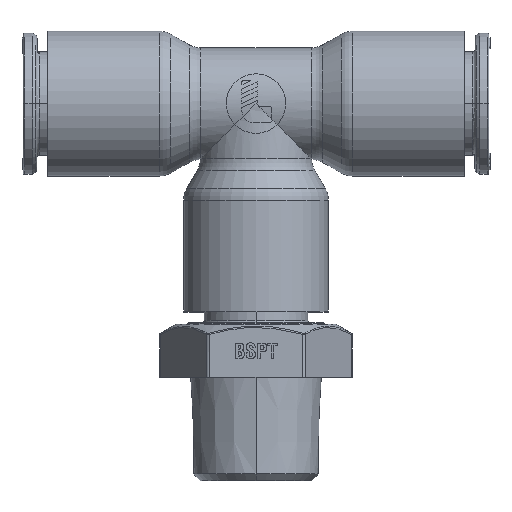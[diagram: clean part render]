
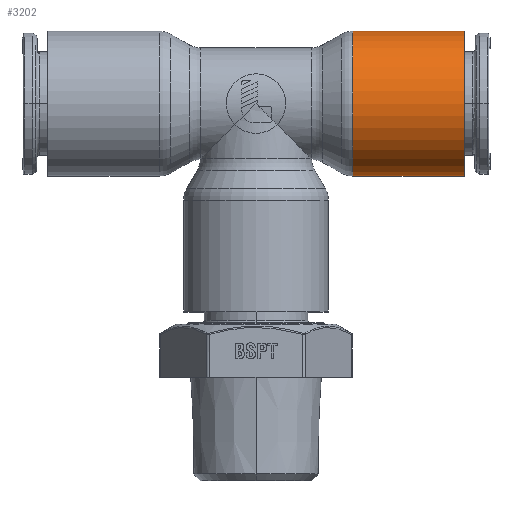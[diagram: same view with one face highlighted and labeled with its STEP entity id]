
A CAD part, top view. The second image highlights one B-rep face of the part: STEP entity #3202.
In plain terms, the highlighted cylindrical face has radius 9.49 mm (diameter 18.98 mm), a partial arc.
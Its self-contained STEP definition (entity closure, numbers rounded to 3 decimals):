
#3202=ADVANCED_FACE('',(#7827),#7828,.T.);
#7827=FACE_OUTER_BOUND('',#17394,.T.);
#7828=CYLINDRICAL_SURFACE('',#17395,9.49);
#17394=EDGE_LOOP('',(#34294,#34295,#34296,#34297));
#17395=AXIS2_PLACEMENT_3D('',#34298,#34299,#34300);
#34294=ORIENTED_EDGE('',*,*,#50064,.T.);
#34295=ORIENTED_EDGE('',*,*,#50065,.T.);
#34296=ORIENTED_EDGE('',*,*,#50066,.T.);
#34297=ORIENTED_EDGE('',*,*,#50067,.T.);
#34298=CARTESIAN_POINT('',(-30.041,0.0,0.0));
#34299=DIRECTION('',(-1.0,-0.0,0.0));
#34300=DIRECTION('',(0.0,-1.0,0.0));
#50064=EDGE_CURVE('',#59044,#59045,#59046,.T.);
#50065=EDGE_CURVE('',#59045,#59047,#59048,.T.);
#50066=EDGE_CURVE('',#59047,#59049,#59050,.T.);
#50067=EDGE_CURVE('',#59049,#59044,#59051,.T.);
#59044=VERTEX_POINT('',#74618);
#59045=VERTEX_POINT('',#74619);
#59046=LINE('',#74620,#74621);
#59047=VERTEX_POINT('',#74622);
#59048=CIRCLE('',#74623,9.49);
#59049=VERTEX_POINT('',#74624);
#59050=LINE('',#74625,#74626);
#59051=CIRCLE('',#74627,9.49);
#74618=CARTESIAN_POINT('',(12.664,-9.49,0.0));
#74619=CARTESIAN_POINT('',(27.31,-9.49,0.0));
#74620=CARTESIAN_POINT('',(19.987,-9.49,0.));
#74621=VECTOR('',#90733,1.0);
#74622=CARTESIAN_POINT('',(27.31,9.49,0.));
#74623=AXIS2_PLACEMENT_3D('',#90734,#90735,#90736);
#74624=CARTESIAN_POINT('',(12.664,9.49,0.));
#74625=CARTESIAN_POINT('',(19.987,9.49,0.));
#74626=VECTOR('',#90737,1.0);
#74627=AXIS2_PLACEMENT_3D('',#90738,#90739,#90740);
#90733=DIRECTION('',(1.0,-0.0,-0.0));
#90734=CARTESIAN_POINT('',(27.31,0.0,0.0));
#90735=DIRECTION('',(-1.0,0.0,0.0));
#90736=DIRECTION('',(0.0,1.0,0.0));
#90737=DIRECTION('',(-1.0,-0.0,-0.0));
#90738=CARTESIAN_POINT('',(12.664,0.0,0.0));
#90739=DIRECTION('',(1.0,0.0,0.0));
#90740=DIRECTION('',(0.0,1.0,0.0));
